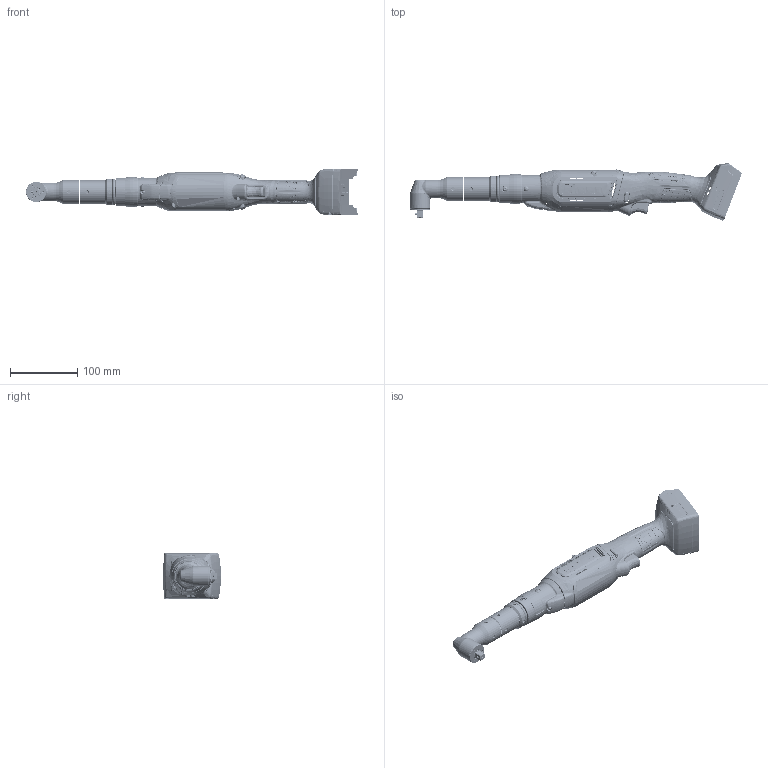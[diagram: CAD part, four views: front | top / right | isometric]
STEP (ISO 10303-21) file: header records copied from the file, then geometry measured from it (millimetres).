
FILE_DESCRIPTION((''),'2;1');
FILE_NAME('CLBA203-1_SW0001','2024-03-25T06:34:38',('QC717'),(''),'CREO PARAMETRIC BY PTC INC, 2022014','CREO PARAMETRIC BY PTC INC, 2022014','');
FILE_SCHEMA(('CONFIG_CONTROL_DESIGN'));
Length unit declared in the file: millimetre
Products named in the file (1): CLBA203-1_SW0001
Bounding box: 493.15 x 85.77 x 69.56 mm (x, y, z)
Surface area: 198685 mm2 (no closed solid volume)
Topology: 0 solids, 358 shells, 5945 faces, 24481 edges, 18257 vertices
Faces by surface type: bspline 2960, plane 1296, cylinder 1070, cone 295, extrusion 140, torus 135, sphere 49
Entity records: 462996 total; most frequent: CARTESIAN_POINT 300597, ORIENTED_EDGE 35067, EDGE_CURVE 24453, DIRECTION 22464, VERTEX_POINT 18252, B_SPLINE_CURVE_WITH_KNOTS 12580, VECTOR 7532, AXIS2_PLACEMENT_3D 7466
